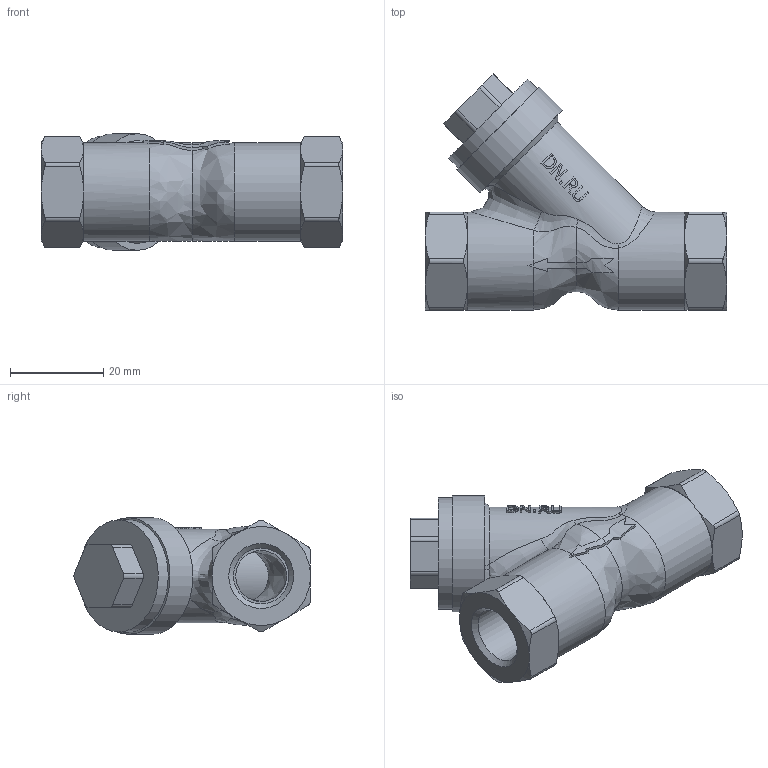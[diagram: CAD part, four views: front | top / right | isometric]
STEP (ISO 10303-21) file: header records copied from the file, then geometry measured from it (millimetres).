
FILE_DESCRIPTION(/* description */ (''),/* implementation_level */ '2;1');
FILE_NAME(/* name */ 'DN8_3D_STEP.stp',/* time_stamp */ '2024-12-23T22:06:14+03:00',/* author */ ('igorr'),/* organization */ (''),/* preprocessor_version */ 'ST-DEVELOPER v20',/* originating_system */ 'Autodesk Inventor 2025',/* authorisation */ '');
FILE_SCHEMA (('AUTOMOTIVE_DESIGN { 1 0 10303 214 3 1 1 }'));
Length unit declared in the file: millimetre
Products named in the file (1): Деталь1
Bounding box: 64.5 x 50.62 x 25 mm (x, y, z)
Volume: 29691.4 mm3; surface area: 9433.3 mm2
Topology: 1 solids, 1 shells, 192 faces, 511 edges, 335 vertices
Faces by surface type: plane 88, bspline 41, cylinder 36, cone 27
Full cylindrical faces by diameter (mm): 10.89 x2, 11.89 x2, 21 x2, 24 x1, 25 x1
Entity records: 8375 total; most frequent: CARTESIAN_POINT 3734, ORIENTED_EDGE 1022, DIRECTION 792, EDGE_CURVE 511, VERTEX_POINT 335, AXIS2_PLACEMENT_3D 311, EDGE_LOOP 206, STYLED_ITEM 193
